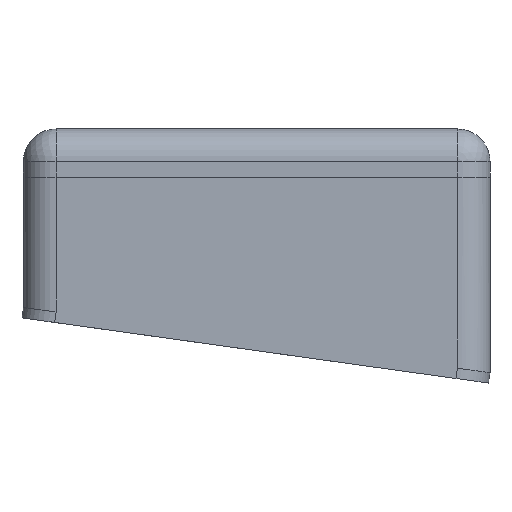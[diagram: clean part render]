
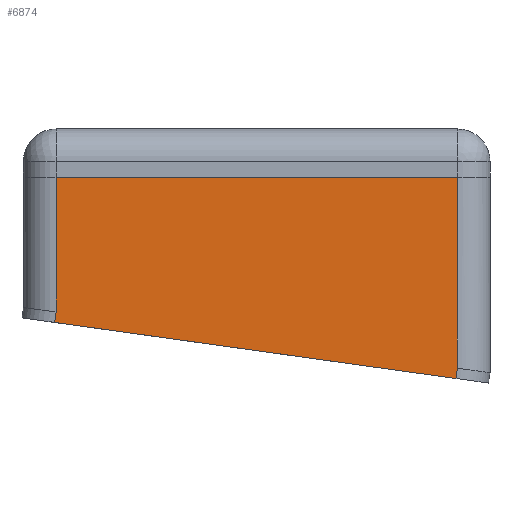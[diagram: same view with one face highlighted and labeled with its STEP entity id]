
A CAD part, left-side view. The second image highlights one B-rep face of the part: STEP entity #6874.
In plain terms, the highlighted planar face has unit normal (-1, 0, 0).
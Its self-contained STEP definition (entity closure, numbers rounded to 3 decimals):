
#468=PLANE('',#7562);
#863=FACE_OUTER_BOUND('',#1342,.T.);
#1342=EDGE_LOOP('',(#6277,#6278,#6279,#6280,#6281,#6282));
#1919=LINE('',#11146,#2591);
#1977=LINE('',#11314,#2649);
#2009=LINE('',#11469,#2681);
#2020=LINE('',#11652,#2692);
#2021=LINE('',#11655,#2693);
#2022=LINE('',#11656,#2694);
#2591=VECTOR('',#9157,10.);
#2649=VECTOR('',#9325,10.);
#2681=VECTOR('',#9523,10.);
#2692=VECTOR('',#9556,10.);
#2693=VECTOR('',#9559,10.);
#2694=VECTOR('',#9560,10.);
#3354=VERTEX_POINT('',#11142);
#3356=VERTEX_POINT('',#11145);
#3411=VERTEX_POINT('',#11312);
#3451=VERTEX_POINT('',#11467);
#3462=VERTEX_POINT('',#11650);
#3463=VERTEX_POINT('',#11654);
#4229=EDGE_CURVE('',#3354,#3356,#1919,.T.);
#4315=EDGE_CURVE('',#3354,#3411,#1977,.T.);
#4388=EDGE_CURVE('',#3356,#3451,#2009,.T.);
#4409=EDGE_CURVE('',#3411,#3462,#2020,.T.);
#4410=EDGE_CURVE('',#3463,#3462,#2021,.T.);
#4411=EDGE_CURVE('',#3451,#3463,#2022,.T.);
#6277=ORIENTED_EDGE('',*,*,#4409,.T.);
#6278=ORIENTED_EDGE('',*,*,#4410,.F.);
#6279=ORIENTED_EDGE('',*,*,#4411,.F.);
#6280=ORIENTED_EDGE('',*,*,#4388,.F.);
#6281=ORIENTED_EDGE('',*,*,#4229,.F.);
#6282=ORIENTED_EDGE('',*,*,#4315,.T.);
#6874=ADVANCED_FACE('',(#863),#468,.T.);
#7562=AXIS2_PLACEMENT_3D('',#11653,#9557,#9558);
#9157=DIRECTION('',(0.,-1.,0.));
#9325=DIRECTION('',(0.,0.,-1.));
#9523=DIRECTION('',(0.,0.,-1.));
#9556=DIRECTION('',(0.,0.138,-0.99));
#9557=DIRECTION('center_axis',(-1.,0.,0.));
#9558=DIRECTION('ref_axis',(0.,0.99,0.138));
#9559=DIRECTION('',(0.,0.99,0.138));
#9560=DIRECTION('',(0.,0.138,-0.99));
#11142=CARTESIAN_POINT('',(-56.6,30.8,0.));
#11145=CARTESIAN_POINT('',(-56.6,-30.8,0.));
#11146=CARTESIAN_POINT('',(-56.6,30.8,0.));
#11312=CARTESIAN_POINT('',(-56.6,30.8,-20.698));
#11314=CARTESIAN_POINT('',(-56.6,30.8,0.));
#11467=CARTESIAN_POINT('',(-56.6,-30.8,-29.302));
#11469=CARTESIAN_POINT('',(-56.6,-30.8,0.));
#11650=CARTESIAN_POINT('',(-56.6,31.021,-22.283));
#11652=CARTESIAN_POINT('',(-56.6,30.8,-20.698));
#11653=CARTESIAN_POINT('Origin',(-56.6,-30.8,-29.302));
#11654=CARTESIAN_POINT('',(-56.6,-30.579,-30.886));
#11655=CARTESIAN_POINT('',(-56.6,-30.579,-30.886));
#11656=CARTESIAN_POINT('',(-56.6,-30.8,-29.302));
